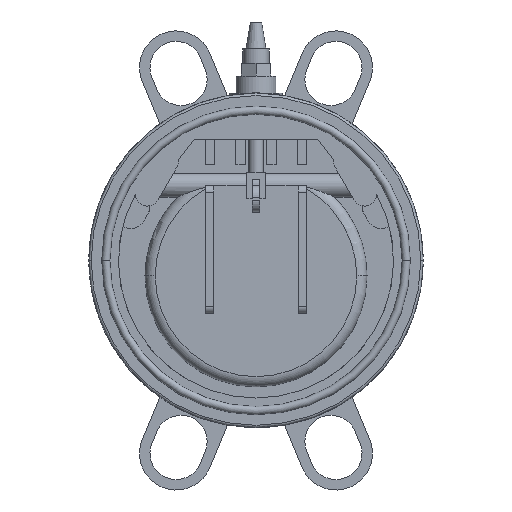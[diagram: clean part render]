
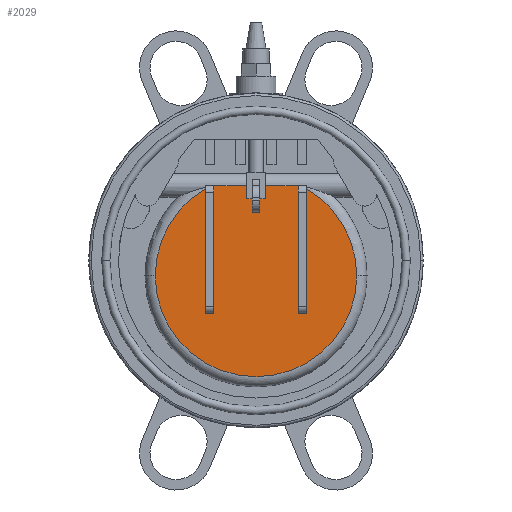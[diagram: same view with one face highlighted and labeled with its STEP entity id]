
A CAD part, front view. The second image highlights one B-rep face of the part: STEP entity #2029.
In plain terms, the highlighted planar face has unit normal (0, -1, 0).
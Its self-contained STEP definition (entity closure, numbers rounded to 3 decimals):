
#2029=ADVANCED_FACE('',(#4152),#4153,.T.);
#4152=FACE_OUTER_BOUND('',#6291,.T.);
#4153=PLANE('',#6292);
#6291=EDGE_LOOP('',(#12450,#12451,#12452,#12453,#12454,#12455,#12456,#12457,#12458,#12459,#12460,#12461,#12462,#12463));
#6292=AXIS2_PLACEMENT_3D('',#12464,#12465,#12466);
#12450=ORIENTED_EDGE('',*,*,#15098,.T.);
#12451=ORIENTED_EDGE('',*,*,#15099,.T.);
#12452=ORIENTED_EDGE('',*,*,#15058,.T.);
#12453=ORIENTED_EDGE('',*,*,#15075,.T.);
#12454=ORIENTED_EDGE('',*,*,#15100,.T.);
#12455=ORIENTED_EDGE('',*,*,#15101,.T.);
#12456=ORIENTED_EDGE('',*,*,#12754,.T.);
#12457=ORIENTED_EDGE('',*,*,#12750,.T.);
#12458=ORIENTED_EDGE('',*,*,#15094,.T.);
#12459=ORIENTED_EDGE('',*,*,#15055,.T.);
#12460=ORIENTED_EDGE('',*,*,#15051,.T.);
#12461=ORIENTED_EDGE('',*,*,#15102,.T.);
#12462=ORIENTED_EDGE('',*,*,#15103,.T.);
#12463=ORIENTED_EDGE('',*,*,#15083,.T.);
#12464=CARTESIAN_POINT('',(0.0,-17.3,-5.91));
#12465=DIRECTION('',(0.0,-1.0,0.0));
#12466=DIRECTION('',(1.0,0.0,0.0));
#12750=EDGE_CURVE('',#15259,#15263,#15265,.T.);
#12754=EDGE_CURVE('',#15267,#15259,#15270,.T.);
#15051=EDGE_CURVE('',#18679,#18680,#18681,.T.);
#15055=EDGE_CURVE('',#18685,#18679,#18686,.T.);
#15058=EDGE_CURVE('',#18689,#18690,#18691,.T.);
#15075=EDGE_CURVE('',#18690,#18716,#18717,.T.);
#15083=EDGE_CURVE('',#18725,#18726,#18727,.T.);
#15094=EDGE_CURVE('',#15263,#18685,#18741,.T.);
#15098=EDGE_CURVE('',#18726,#18745,#18746,.T.);
#15099=EDGE_CURVE('',#18745,#18689,#18747,.T.);
#15100=EDGE_CURVE('',#18716,#18748,#18749,.T.);
#15101=EDGE_CURVE('',#18748,#15267,#18750,.T.);
#15102=EDGE_CURVE('',#18680,#18751,#18752,.T.);
#15103=EDGE_CURVE('',#18751,#18725,#18753,.T.);
#15259=VERTEX_POINT('',#19062);
#15263=VERTEX_POINT('',#19079);
#15265=CIRCLE('',#19104,38.586);
#15267=VERTEX_POINT('',#19106);
#15270=CIRCLE('',#19109,38.586);
#18679=VERTEX_POINT('',#31503);
#18680=VERTEX_POINT('',#31504);
#18681=LINE('',#31505,#31506);
#18685=VERTEX_POINT('',#31512);
#18686=LINE('',#31513,#31514);
#18689=VERTEX_POINT('',#31518);
#18690=VERTEX_POINT('',#31519);
#18691=LINE('',#31520,#31521);
#18716=VERTEX_POINT('',#31554);
#18717=LINE('',#31555,#31556);
#18725=VERTEX_POINT('',#31598);
#18726=VERTEX_POINT('',#31599);
#18727=LINE('',#31600,#31601);
#18741=LINE('',#31619,#31620);
#18745=VERTEX_POINT('',#31625);
#18746=LINE('',#31626,#31627);
#18747=LINE('',#31628,#31629);
#18748=VERTEX_POINT('',#31630);
#18749=LINE('',#31631,#31632);
#18750=CIRCLE('',#31633,38.586);
#18751=VERTEX_POINT('',#31634);
#18752=LINE('',#31635,#31636);
#18753=LINE('',#31637,#31638);
#19062=CARTESIAN_POINT('',(38.586,-17.3,-5.91));
#19079=CARTESIAN_POINT('',(19.304,-17.3,27.501));
#19104=AXIS2_PLACEMENT_3D('',#31907,#31908,#31909);
#19106=CARTESIAN_POINT('',(-38.586,-17.3,-5.91));
#19109=AXIS2_PLACEMENT_3D('',#31916,#31917,#31918);
#31503=CARTESIAN_POINT('',(16.153,-17.3,-20.17));
#31504=CARTESIAN_POINT('',(16.153,-17.3,28.685));
#31505=CARTESIAN_POINT('',(16.153,-17.3,-0.826));
#31506=VECTOR('',#33957,1.0);
#31512=CARTESIAN_POINT('',(19.304,-17.3,-20.17));
#31513=CARTESIAN_POINT('',(8.077,-17.3,-20.17));
#31514=VECTOR('',#33960,1.0);
#31518=CARTESIAN_POINT('',(-16.153,-17.3,28.685));
#31519=CARTESIAN_POINT('',(-16.153,-17.3,-20.17));
#31520=CARTESIAN_POINT('',(-16.153,-17.3,-0.826));
#31521=VECTOR('',#33962,1.0);
#31554=CARTESIAN_POINT('',(-19.304,-17.3,-20.17));
#31555=CARTESIAN_POINT('',(-9.652,-17.3,-20.17));
#31556=VECTOR('',#33983,1.0);
#31598=CARTESIAN_POINT('',(1.379,-17.3,18.542));
#31599=CARTESIAN_POINT('',(-1.379,-17.3,18.542));
#31600=CARTESIAN_POINT('',(-0.689,-17.3,18.542));
#31601=VECTOR('',#33991,1.0);
#31619=CARTESIAN_POINT('',(19.304,-17.3,-0.826));
#31620=VECTOR('',#34005,1.0);
#31625=CARTESIAN_POINT('',(-1.379,-17.3,28.685));
#31626=CARTESIAN_POINT('',(-1.379,-17.3,8.852));
#31627=VECTOR('',#34007,1.0);
#31628=CARTESIAN_POINT('',(0.0,-17.3,28.685));
#31629=VECTOR('',#34008,1.0);
#31630=CARTESIAN_POINT('',(-19.304,-17.3,27.501));
#31631=CARTESIAN_POINT('',(-19.304,-17.3,-0.826));
#31632=VECTOR('',#34009,1.0);
#31633=AXIS2_PLACEMENT_3D('',#34010,#34011,#34012);
#31634=CARTESIAN_POINT('',(1.379,-17.3,28.685));
#31635=CARTESIAN_POINT('',(0.0,-17.3,28.685));
#31636=VECTOR('',#34013,1.0);
#31637=CARTESIAN_POINT('',(1.379,-17.3,8.852));
#31638=VECTOR('',#34014,1.0);
#31907=CARTESIAN_POINT('',(0.0,-17.3,-5.91));
#31908=DIRECTION('',(0.0,-1.0,0.0));
#31909=DIRECTION('',(1.0,0.0,0.0));
#31916=CARTESIAN_POINT('',(0.0,-17.3,-5.91));
#31917=DIRECTION('',(0.0,-1.0,0.0));
#31918=DIRECTION('',(1.0,0.0,0.0));
#33957=DIRECTION('',(-0.0,0.0,1.0));
#33960=DIRECTION('',(-1.0,-0.0,-0.0));
#33962=DIRECTION('',(0.0,0.0,-1.0));
#33983=DIRECTION('',(-1.0,-0.0,-0.0));
#33991=DIRECTION('',(-1.0,-0.0,-0.0));
#34005=DIRECTION('',(0.0,0.0,-1.0));
#34007=DIRECTION('',(-0.0,0.0,1.0));
#34008=DIRECTION('',(-1.0,0.0,0.0));
#34009=DIRECTION('',(-0.0,0.0,1.0));
#34010=CARTESIAN_POINT('',(0.0,-17.3,-5.91));
#34011=DIRECTION('',(0.0,-1.0,0.0));
#34012=DIRECTION('',(1.0,0.0,0.0));
#34013=DIRECTION('',(-1.0,0.0,0.0));
#34014=DIRECTION('',(0.0,0.0,-1.0));
